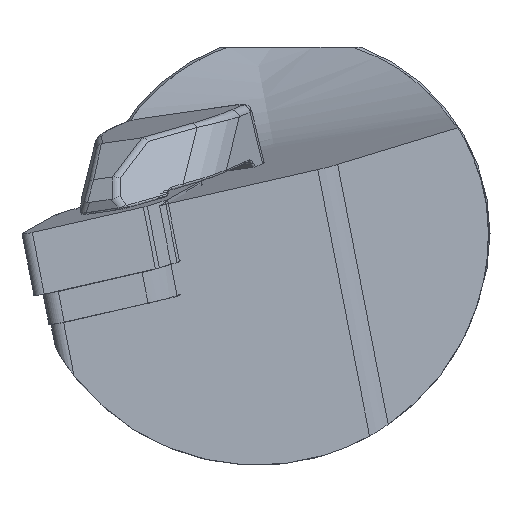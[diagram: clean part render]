
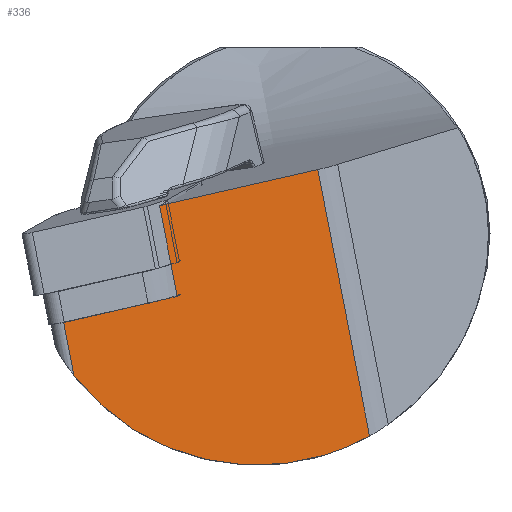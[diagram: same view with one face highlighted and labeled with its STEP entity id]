
A CAD part, left-side view. The second image highlights one B-rep face of the part: STEP entity #336.
In plain terms, the highlighted planar face has unit normal (-0.95, -0.309, -0.042).
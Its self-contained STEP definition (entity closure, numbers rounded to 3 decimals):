
#242=ELLIPSE('',#2028,24.471,23.25);
#308=B_SPLINE_CURVE_WITH_KNOTS('',3,(#3132,#3133,#3134,#3135,#3136,#3137,
#3138),.UNSPECIFIED.,.F.,.F.,(4,3,4),(0.,0.275,1.),
 .UNSPECIFIED.);
#336=ADVANCED_FACE('',(#484),#437,.F.);
#437=PLANE('',#2058);
#484=FACE_OUTER_BOUND('',#598,.T.);
#598=EDGE_LOOP('',(#880,#881,#882,#883,#884,#885,#886));
#880=ORIENTED_EDGE('',*,*,#1568,.T.);
#881=ORIENTED_EDGE('',*,*,#1569,.F.);
#882=ORIENTED_EDGE('',*,*,#1513,.T.);
#883=ORIENTED_EDGE('',*,*,#1570,.T.);
#884=ORIENTED_EDGE('',*,*,#1560,.T.);
#885=ORIENTED_EDGE('',*,*,#1502,.T.);
#886=ORIENTED_EDGE('',*,*,#1493,.T.);
#1318=VERTEX_POINT('',#2792);
#1319=VERTEX_POINT('',#2793);
#1327=VERTEX_POINT('',#2812);
#1336=VERTEX_POINT('',#2845);
#1337=VERTEX_POINT('',#2847);
#1374=VERTEX_POINT('',#3139);
#1379=VERTEX_POINT('',#3395);
#1493=EDGE_CURVE('',#1318,#1319,#1767,.T.);
#1502=EDGE_CURVE('',#1327,#1318,#1774,.T.);
#1513=EDGE_CURVE('',#1337,#1336,#242,.T.);
#1560=EDGE_CURVE('',#1374,#1327,#308,.T.);
#1568=EDGE_CURVE('',#1319,#1379,#1785,.T.);
#1569=EDGE_CURVE('',#1337,#1379,#1786,.T.);
#1570=EDGE_CURVE('',#1336,#1374,#1787,.T.);
#1767=LINE('',#2791,#1892);
#1774=LINE('',#2811,#1899);
#1785=LINE('',#3394,#1910);
#1786=LINE('',#3396,#1911);
#1787=LINE('',#3397,#1912);
#1892=VECTOR('',#2235,1.);
#1899=VECTOR('',#2250,1.);
#1910=VECTOR('',#2333,1.);
#1911=VECTOR('',#2334,1.);
#1912=VECTOR('',#2335,1.);
#2028=AXIS2_PLACEMENT_3D('',#2846,#2266,#2267);
#2058=AXIS2_PLACEMENT_3D('',#3398,#2336,#2337);
#2235=DIRECTION('',(-0.294,0.932,-0.213));
#2250=DIRECTION('',(0.105,-0.19,-0.976));
#2266=DIRECTION('',(-0.95,-0.309,-0.042));
#2267=DIRECTION('',(-0.312,0.942,0.127));
#2333=DIRECTION('',(-0.294,0.932,-0.213));
#2334=DIRECTION('',(-0.105,0.19,0.976));
#2335=DIRECTION('',(-0.105,0.19,0.976));
#2336=DIRECTION('',(0.95,0.309,0.042));
#2337=DIRECTION('',(0.309,-0.951,0.));
#2791=CARTESIAN_POINT('',(-199.706,17.974,-8.896));
#2792=CARTESIAN_POINT('',(-196.109,6.568,-6.293));
#2793=CARTESIAN_POINT('',(-196.605,8.141,-6.652));
#2811=CARTESIAN_POINT('',(-200.037,13.701,30.4));
#2812=CARTESIAN_POINT('',(-197.084,8.339,2.815));
#2845=CARTESIAN_POINT('',(-189.208,-12.751,-20.316));
#2846=CARTESIAN_POINT('',(-193.777,-1.445,0.));
#2847=CARTESIAN_POINT('',(-199.134,16.936,-14.238));
#3132=CARTESIAN_POINT('',(-192.073,-7.55,6.44));
#3133=CARTESIAN_POINT('',(-192.532,-6.093,6.108));
#3134=CARTESIAN_POINT('',(-192.992,-4.636,5.775));
#3135=CARTESIAN_POINT('',(-193.451,-3.179,5.443));
#3136=CARTESIAN_POINT('',(-194.662,0.66,4.567));
#3137=CARTESIAN_POINT('',(-195.873,4.5,3.691));
#3138=CARTESIAN_POINT('',(-197.084,8.339,2.815));
#3139=CARTESIAN_POINT('',(-192.073,-7.55,6.44));
#3394=CARTESIAN_POINT('',(-199.706,17.974,-8.896));
#3395=CARTESIAN_POINT('',(-199.706,17.974,-8.896));
#3396=CARTESIAN_POINT('',(-250.944,110.993,469.643));
#3397=CARTESIAN_POINT('',(-242.335,83.698,475.87));
#3398=CARTESIAN_POINT('',(-250.944,110.993,469.643));
